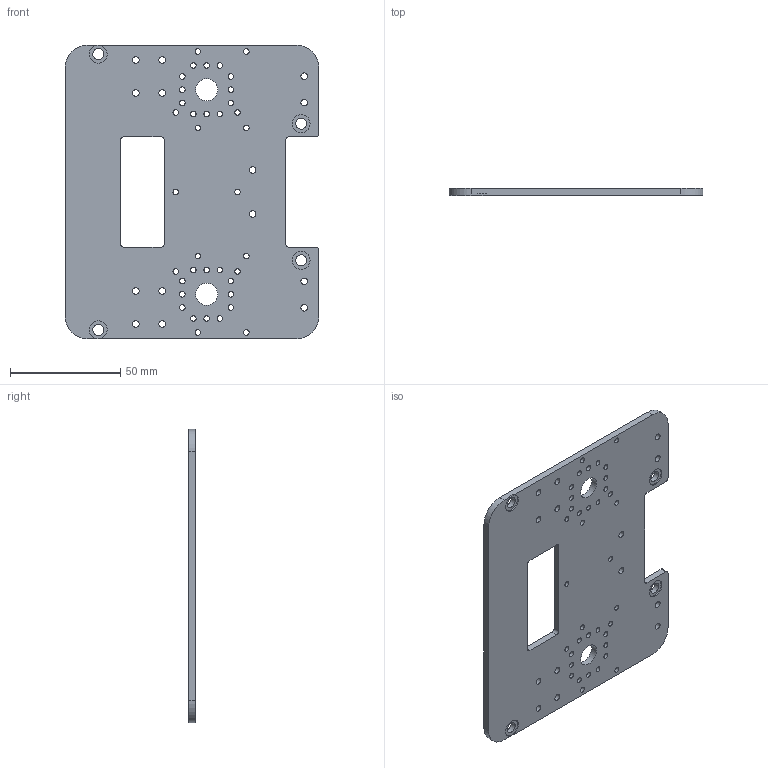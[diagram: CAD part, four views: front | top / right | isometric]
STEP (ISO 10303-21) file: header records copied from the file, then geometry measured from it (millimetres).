
FILE_DESCRIPTION(/* description */ (''),/* implementation_level */ '2;1');
FILE_NAME(/* name */ 'new_torso_middleplate_nuc.stp',/* time_stamp */ '2019-05-05T11:25:28+03:00',/* author */ ('User'),/* organization */ (''),/* preprocessor_version */ 'ST-DEVELOPER v16.13',/* originating_system */ 'Autodesk Inventor 2018',/* authorisation */ '');
FILE_SCHEMA (('AUTOMOTIVE_DESIGN { 1 0 10303 214 3 1 1 }'));
Length unit declared in the file: millimetre
Products named in the file (1): new_torso_middleplate_nuc
Bounding box: 115 x 3 x 133 mm (x, y, z)
Volume: 38745.7 mm3; surface area: 29476.6 mm2
Topology: 1 solids, 1 shells, 100 faces, 336 edges, 240 vertices
Faces by surface type: cylinder 74, plane 18, cone 8
Full cylindrical faces by diameter (mm): 2.5 x38, 3 x14, 5 x4, 8.1 x2, 10 x2
Entity records: 3231 total; most frequent: DIRECTION 570, CARTESIAN_POINT 497, ORIENTED_EDGE 424, EDGE_LOOP 288, AXIS2_PLACEMENT_3D 257, EDGE_CURVE 212, FACE_BOUND 188, VERTEX_POINT 184
